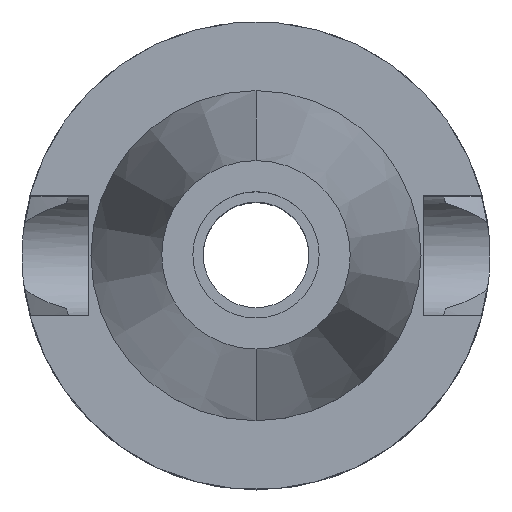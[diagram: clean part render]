
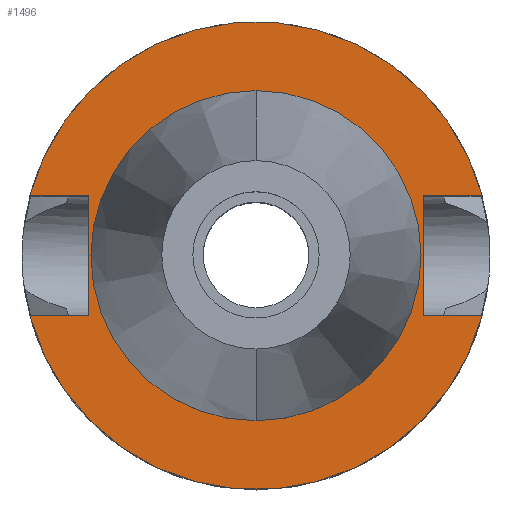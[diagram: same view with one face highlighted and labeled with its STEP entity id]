
A CAD part, top view. The second image highlights one B-rep face of the part: STEP entity #1496.
In plain terms, the highlighted planar face has unit normal (0, 0, 1).
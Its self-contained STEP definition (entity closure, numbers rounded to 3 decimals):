
#88 = EDGE_CURVE ( 'NONE', #370, #3126, #2298, .T. ) ;
#95 = DIRECTION ( 'NONE',  ( -1., 0., 0. ) ) ;
#104 = VERTEX_POINT ( 'NONE', #3237 ) ;
#112 = LINE ( 'NONE', #2857, #550 ) ;
#195 = EDGE_CURVE ( 'NONE', #900, #608, #2333, .T. ) ;
#210 = EDGE_LOOP ( 'NONE', ( #2864, #1970, #1921, #2440, #1147, #2628, #2263, #1009 ) ) ;
#216 = CARTESIAN_POINT ( 'NONE',  ( 22.5, -8.05, -2. ) ) ;
#278 = DIRECTION ( 'NONE',  ( 0., -1., 0. ) ) ;
#370 = VERTEX_POINT ( 'NONE', #554 ) ;
#420 = VERTEX_POINT ( 'NONE', #817 ) ;
#425 = VECTOR ( 'NONE', #1209, 1000. ) ;
#479 = LINE ( 'NONE', #216, #1509 ) ;
#485 = LINE ( 'NONE', #2944, #3292 ) ;
#550 = VECTOR ( 'NONE', #95, 1000. ) ;
#554 = CARTESIAN_POINT ( 'NONE',  ( 0., -22.225, -2. ) ) ;
#608 = VERTEX_POINT ( 'NONE', #2515 ) ;
#617 = DIRECTION ( 'NONE',  ( -1., 0., 0. ) ) ;
#654 = DIRECTION ( 'NONE',  ( 0., -1., 0. ) ) ;
#817 = CARTESIAN_POINT ( 'NONE',  ( -22.5, 8.05, -2. ) ) ;
#858 = DIRECTION ( 'NONE',  ( 0., 0., -1. ) ) ;
#900 = VERTEX_POINT ( 'NONE', #2768 ) ;
#901 = CARTESIAN_POINT ( 'NONE',  ( -30.454, 8.05, -2. ) ) ;
#915 = DIRECTION ( 'NONE',  ( 0., 0., 1. ) ) ;
#937 = CIRCLE ( 'NONE', #3165, 31.5 ) ;
#987 = DIRECTION ( 'NONE',  ( 1., 0., 0. ) ) ;
#998 = CARTESIAN_POINT ( 'NONE',  ( -22.5, -8.05, -2. ) ) ;
#1009 = ORIENTED_EDGE ( 'NONE', *, *, #2223, .F. ) ;
#1023 = DIRECTION ( 'NONE',  ( 0., -1., 0. ) ) ;
#1038 = ORIENTED_EDGE ( 'NONE', *, *, #2797, .F. ) ;
#1077 = PLANE ( 'NONE',  #1114 ) ;
#1114 = AXIS2_PLACEMENT_3D ( 'NONE', #2110, #2629, #1322 ) ;
#1147 = ORIENTED_EDGE ( 'NONE', *, *, #195, .T. ) ;
#1209 = DIRECTION ( 'NONE',  ( 0., 1., 0. ) ) ;
#1246 = CARTESIAN_POINT ( 'NONE',  ( -22.5, -8.05, -2. ) ) ;
#1322 = DIRECTION ( 'NONE',  ( 0., -1., 0. ) ) ;
#1350 = VECTOR ( 'NONE', #617, 1000. ) ;
#1367 = CARTESIAN_POINT ( 'NONE',  ( 0., 0., -2. ) ) ;
#1434 = DIRECTION ( 'NONE',  ( 0., 1., 0. ) ) ;
#1451 = EDGE_CURVE ( 'NONE', #104, #3025, #479, .T. ) ;
#1496 = ADVANCED_FACE ( 'NONE', ( #2416, #3526 ), #1077, .F. ) ;
#1509 = VECTOR ( 'NONE', #3490, 1000. ) ;
#1700 = CARTESIAN_POINT ( 'NONE',  ( 0., 0., -2. ) ) ;
#1921 = ORIENTED_EDGE ( 'NONE', *, *, #1451, .F. ) ;
#1930 = CARTESIAN_POINT ( 'NONE',  ( -30.454, -8.05, -2. ) ) ;
#1967 = LINE ( 'NONE', #3062, #1350 ) ;
#1970 = ORIENTED_EDGE ( 'NONE', *, *, #2071, .F. ) ;
#2025 = CIRCLE ( 'NONE', #2075, 31.5 ) ;
#2060 = DIRECTION ( 'NONE',  ( 0., 0., 1. ) ) ;
#2071 = EDGE_CURVE ( 'NONE', #3025, #2582, #937, .T. ) ;
#2075 = AXIS2_PLACEMENT_3D ( 'NONE', #1700, #858, #1434 ) ;
#2110 = CARTESIAN_POINT ( 'NONE',  ( 0., 0., -2. ) ) ;
#2221 = EDGE_CURVE ( 'NONE', #420, #2753, #112, .T. ) ;
#2223 = EDGE_CURVE ( 'NONE', #3550, #420, #3184, .T. ) ;
#2263 = ORIENTED_EDGE ( 'NONE', *, *, #2221, .F. ) ;
#2266 = CARTESIAN_POINT ( 'NONE',  ( 0., 0., -2. ) ) ;
#2298 = CIRCLE ( 'NONE', #2521, 22.225 ) ;
#2333 = LINE ( 'NONE', #3440, #3284 ) ;
#2395 = EDGE_CURVE ( 'NONE', #900, #104, #485, .T. ) ;
#2416 = FACE_OUTER_BOUND ( 'NONE', #210, .T. ) ;
#2434 = CARTESIAN_POINT ( 'NONE',  ( 0., 22.225, -2. ) ) ;
#2440 = ORIENTED_EDGE ( 'NONE', *, *, #2395, .F. ) ;
#2442 = DIRECTION ( 'NONE',  ( 0., 0., -1. ) ) ;
#2515 = CARTESIAN_POINT ( 'NONE',  ( 30.454, 8.05, -2. ) ) ;
#2521 = AXIS2_PLACEMENT_3D ( 'NONE', #2266, #915, #654 ) ;
#2538 = CARTESIAN_POINT ( 'NONE',  ( 0., 0., -2. ) ) ;
#2558 = AXIS2_PLACEMENT_3D ( 'NONE', #2538, #2060, #2891 ) ;
#2582 = VERTEX_POINT ( 'NONE', #1930 ) ;
#2617 = EDGE_LOOP ( 'NONE', ( #1038, #2915 ) ) ;
#2628 = ORIENTED_EDGE ( 'NONE', *, *, #2725, .F. ) ;
#2629 = DIRECTION ( 'NONE',  ( 0., 0., -1. ) ) ;
#2706 = CARTESIAN_POINT ( 'NONE',  ( 30.454, -8.05, -2. ) ) ;
#2725 = EDGE_CURVE ( 'NONE', #2753, #608, #2025, .T. ) ;
#2730 = EDGE_CURVE ( 'NONE', #3550, #2582, #1967, .T. ) ;
#2753 = VERTEX_POINT ( 'NONE', #901 ) ;
#2768 = CARTESIAN_POINT ( 'NONE',  ( 22.5, 8.05, -2. ) ) ;
#2797 = EDGE_CURVE ( 'NONE', #3126, #370, #2968, .T. ) ;
#2857 = CARTESIAN_POINT ( 'NONE',  ( -22.5, 8.05, -2. ) ) ;
#2864 = ORIENTED_EDGE ( 'NONE', *, *, #2730, .T. ) ;
#2891 = DIRECTION ( 'NONE',  ( 0., 1., 0. ) ) ;
#2915 = ORIENTED_EDGE ( 'NONE', *, *, #88, .F. ) ;
#2944 = CARTESIAN_POINT ( 'NONE',  ( 22.5, 8.05, -2. ) ) ;
#2968 = CIRCLE ( 'NONE', #2558, 22.225 ) ;
#3025 = VERTEX_POINT ( 'NONE', #2706 ) ;
#3062 = CARTESIAN_POINT ( 'NONE',  ( -22.5, -8.05, -2. ) ) ;
#3126 = VERTEX_POINT ( 'NONE', #2434 ) ;
#3165 = AXIS2_PLACEMENT_3D ( 'NONE', #1367, #2442, #278 ) ;
#3184 = LINE ( 'NONE', #1246, #425 ) ;
#3237 = CARTESIAN_POINT ( 'NONE',  ( 22.5, -8.05, -2. ) ) ;
#3284 = VECTOR ( 'NONE', #987, 1000. ) ;
#3292 = VECTOR ( 'NONE', #1023, 1000. ) ;
#3440 = CARTESIAN_POINT ( 'NONE',  ( 22.5, 8.05, -2. ) ) ;
#3490 = DIRECTION ( 'NONE',  ( 1., 0., 0. ) ) ;
#3526 = FACE_BOUND ( 'NONE', #2617, .T. ) ;
#3550 = VERTEX_POINT ( 'NONE', #998 ) ;
